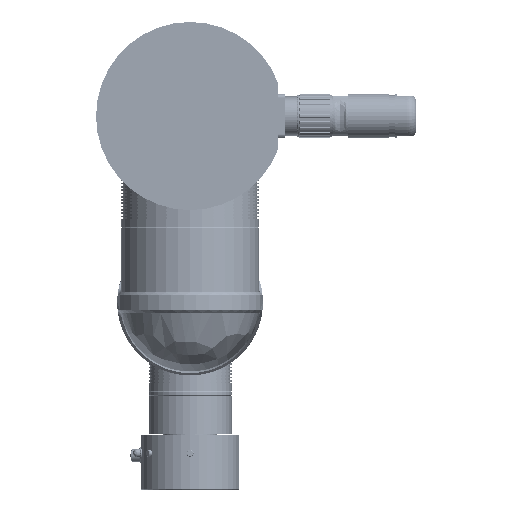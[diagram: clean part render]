
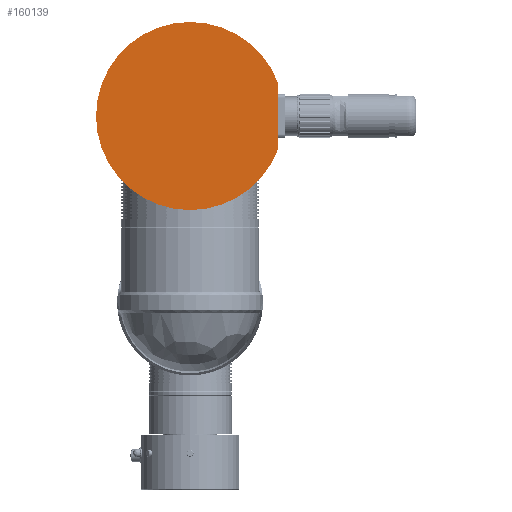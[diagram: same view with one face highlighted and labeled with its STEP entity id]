
A CAD part, front view. The second image highlights one B-rep face of the part: STEP entity #160139.
In plain terms, the highlighted planar face has unit normal (0, -1, 0).
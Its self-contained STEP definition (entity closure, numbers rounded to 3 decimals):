
#6924 = CARTESIAN_POINT ( 'NONE',  ( 0., 0., 0. ) ) ;
#22788 = EDGE_CURVE ( 'NONE', #122342, #38929, #109833, .T. ) ;
#26262 = ORIENTED_EDGE ( 'NONE', *, *, #22788, .F. ) ;
#33192 = CARTESIAN_POINT ( 'NONE',  ( -51., 0., 0. ) ) ;
#38929 = VERTEX_POINT ( 'NONE', #98662 ) ;
#42232 = DIRECTION ( 'NONE',  ( 0., 0., -1. ) ) ;
#43771 = PLANE ( 'NONE',  #119298 ) ;
#44646 = CARTESIAN_POINT ( 'NONE',  ( 56., 0., -21.541 ) ) ;
#50341 = DIRECTION ( 'NONE',  ( 0., 0., -1. ) ) ;
#57130 = AXIS2_PLACEMENT_3D ( 'NONE', #6924, #63990, #104982 ) ;
#63990 = DIRECTION ( 'NONE',  ( 0., 1., 0. ) ) ;
#66938 = CARTESIAN_POINT ( 'NONE',  ( 0., 0., -60. ) ) ;
#70217 = ORIENTED_EDGE ( 'NONE', *, *, #170965, .F. ) ;
#72236 = CIRCLE ( 'NONE', #112513, 60. ) ;
#76629 = DIRECTION ( 'NONE',  ( 0., 0., 1. ) ) ;
#79265 = EDGE_LOOP ( 'NONE', ( #70217, #101472, #26262, #94821 ) ) ;
#83424 = EDGE_CURVE ( 'NONE', #167600, #122342, #72236, .T. ) ;
#94821 = ORIENTED_EDGE ( 'NONE', *, *, #83424, .F. ) ;
#98662 = CARTESIAN_POINT ( 'NONE',  ( 0., 0., 60. ) ) ;
#101472 = ORIENTED_EDGE ( 'NONE', *, *, #146733, .F. ) ;
#104982 = DIRECTION ( 'NONE',  ( 0., 0., -1. ) ) ;
#109833 = CIRCLE ( 'NONE', #129242, 60. ) ;
#112513 = AXIS2_PLACEMENT_3D ( 'NONE', #149027, #135362, #50341 ) ;
#115789 = LINE ( 'NONE', #117731, #144622 ) ;
#117731 = CARTESIAN_POINT ( 'NONE',  ( 56., 0., 0. ) ) ;
#119298 = AXIS2_PLACEMENT_3D ( 'NONE', #33192, #131320, #76629 ) ;
#122342 = VERTEX_POINT ( 'NONE', #66938 ) ;
#127353 = DIRECTION ( 'NONE',  ( 0., 1., 0. ) ) ;
#129242 = AXIS2_PLACEMENT_3D ( 'NONE', #156452, #127353, #42232 ) ;
#131320 = DIRECTION ( 'NONE',  ( 0., 1., 0. ) ) ;
#131392 = DIRECTION ( 'NONE',  ( 0., 0., -1. ) ) ;
#135362 = DIRECTION ( 'NONE',  ( 0., 1., 0. ) ) ;
#138348 = CIRCLE ( 'NONE', #57130, 60. ) ;
#139055 = FACE_OUTER_BOUND ( 'NONE', #79265, .T. ) ;
#144622 = VECTOR ( 'NONE', #131392, 1000. ) ;
#146733 = EDGE_CURVE ( 'NONE', #38929, #152605, #138348, .T. ) ;
#149027 = CARTESIAN_POINT ( 'NONE',  ( 0., 0., 0. ) ) ;
#152605 = VERTEX_POINT ( 'NONE', #174984 ) ;
#156452 = CARTESIAN_POINT ( 'NONE',  ( 0., 0., 0. ) ) ;
#160139 = ADVANCED_FACE ( 'NONE', ( #139055 ), #43771, .F. ) ;
#167600 = VERTEX_POINT ( 'NONE', #44646 ) ;
#170965 = EDGE_CURVE ( 'NONE', #152605, #167600, #115789, .T. ) ;
#174984 = CARTESIAN_POINT ( 'NONE',  ( 56., 0., 21.541 ) ) ;
